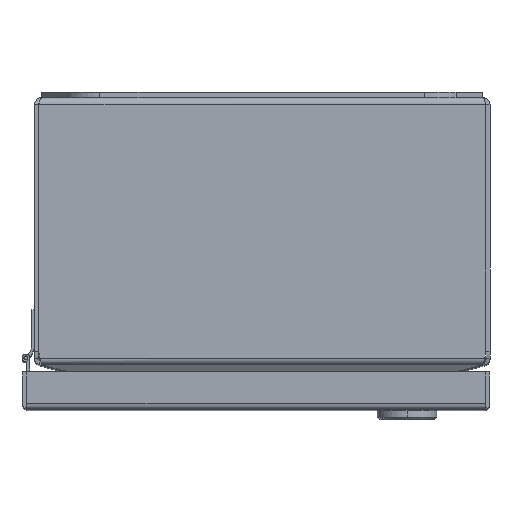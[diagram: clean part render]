
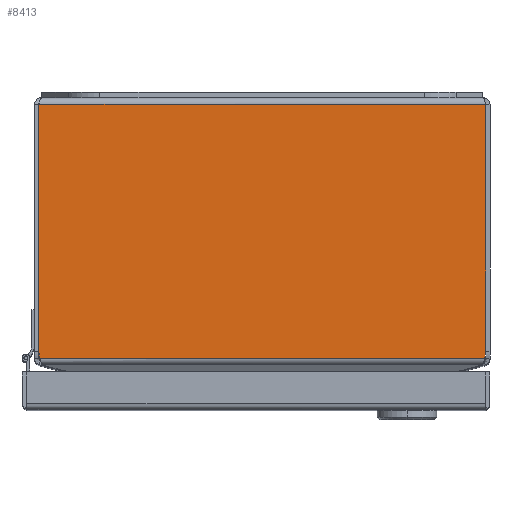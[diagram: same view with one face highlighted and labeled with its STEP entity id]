
A CAD part, top view. The second image highlights one B-rep face of the part: STEP entity #8413.
In plain terms, the highlighted planar face has unit normal (0, 0, 1).
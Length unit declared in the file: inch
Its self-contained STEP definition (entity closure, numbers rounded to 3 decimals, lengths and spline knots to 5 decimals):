
#29 = EDGE_CURVE ( 'NONE', #5261, #16387, #1660, .T. ) ;
#130 = FACE_OUTER_BOUND ( 'NONE', #15111, .T. ) ;
#219 = DIRECTION ( 'NONE',  ( 0., 1., 0. ) ) ;
#372 = VECTOR ( 'NONE', #8249, 39.37008 ) ;
#1173 = CARTESIAN_POINT ( 'NONE',  ( -2.92653, -3.43401, 4. ) ) ;
#1489 = CARTESIAN_POINT ( 'NONE',  ( 20.527, 0., 4. ) ) ;
#1660 = CIRCLE ( 'NONE', #13070, 0.281 ) ;
#2363 = CARTESIAN_POINT ( 'NONE',  ( -2.94289, -3.33953, 4. ) ) ;
#3440 = CARTESIAN_POINT ( 'NONE',  ( 2.94289, -0.086, 4. ) ) ;
#4807 = DIRECTION ( 'NONE',  ( 0., 1., 0. ) ) ;
#4844 = AXIS2_PLACEMENT_3D ( 'NONE', #1489, #16366, #10373 ) ;
#5251 = DIRECTION ( 'NONE',  ( 0., 0., -1. ) ) ;
#5261 = VERTEX_POINT ( 'NONE', #1173 ) ;
#5354 = LINE ( 'NONE', #18615, #372 ) ;
#5767 = CIRCLE ( 'NONE', #16262, 0.281 ) ;
#6466 = LINE ( 'NONE', #10922, #18295 ) ;
#6997 = DIRECTION ( 'NONE',  ( 1., 0., 0. ) ) ;
#7338 = CARTESIAN_POINT ( 'NONE',  ( 2.92653, -3.43401, 4. ) ) ;
#8235 = ORIENTED_EDGE ( 'NONE', *, *, #14672, .F. ) ;
#8249 = DIRECTION ( 'NONE',  ( 0., -1., 0. ) ) ;
#8413 = ADVANCED_FACE ( 'NONE', ( #130 ), #19090, .F. ) ;
#8420 = EDGE_CURVE ( 'NONE', #13452, #13360, #5767, .T. ) ;
#9485 = ORIENTED_EDGE ( 'NONE', *, *, #18326, .F. ) ;
#10182 = VERTEX_POINT ( 'NONE', #3440 ) ;
#10373 = DIRECTION ( 'NONE',  ( 0., 1., 0. ) ) ;
#10922 = CARTESIAN_POINT ( 'NONE',  ( 20.527, -3.43401, 4. ) ) ;
#10981 = ORIENTED_EDGE ( 'NONE', *, *, #16599, .F. ) ;
#11816 = CARTESIAN_POINT ( 'NONE',  ( -2.914, -0.086, 4. ) ) ;
#11952 = CARTESIAN_POINT ( 'NONE',  ( -2.94289, 0., 4. ) ) ;
#12023 = ORIENTED_EDGE ( 'NONE', *, *, #15159, .F. ) ;
#12135 = VECTOR ( 'NONE', #4807, 39.37008 ) ;
#12879 = LINE ( 'NONE', #11816, #13023 ) ;
#13023 = VECTOR ( 'NONE', #6997, 39.37008 ) ;
#13070 = AXIS2_PLACEMENT_3D ( 'NONE', #15409, #5251, #15214 ) ;
#13360 = VERTEX_POINT ( 'NONE', #7338 ) ;
#13407 = LINE ( 'NONE', #11952, #12135 ) ;
#13452 = VERTEX_POINT ( 'NONE', #15350 ) ;
#13456 = DIRECTION ( 'NONE',  ( 0., 0., -1. ) ) ;
#14672 = EDGE_CURVE ( 'NONE', #13360, #5261, #6466, .T. ) ;
#14705 = VERTEX_POINT ( 'NONE', #15842 ) ;
#15111 = EDGE_LOOP ( 'NONE', ( #18692, #12023, #10981, #9485, #15285, #8235 ) ) ;
#15159 = EDGE_CURVE ( 'NONE', #10182, #13452, #5354, .T. ) ;
#15214 = DIRECTION ( 'NONE',  ( 0., 1., 0. ) ) ;
#15285 = ORIENTED_EDGE ( 'NONE', *, *, #29, .F. ) ;
#15350 = CARTESIAN_POINT ( 'NONE',  ( 2.94289, -3.33953, 4. ) ) ;
#15409 = CARTESIAN_POINT ( 'NONE',  ( -2.66189, -3.33953, 4. ) ) ;
#15842 = CARTESIAN_POINT ( 'NONE',  ( -2.94289, -0.086, 4. ) ) ;
#16262 = AXIS2_PLACEMENT_3D ( 'NONE', #17824, #13456, #219 ) ;
#16366 = DIRECTION ( 'NONE',  ( 0., 0., -1. ) ) ;
#16387 = VERTEX_POINT ( 'NONE', #2363 ) ;
#16599 = EDGE_CURVE ( 'NONE', #14705, #10182, #12879, .T. ) ;
#17824 = CARTESIAN_POINT ( 'NONE',  ( 2.66189, -3.33953, 4. ) ) ;
#18280 = DIRECTION ( 'NONE',  ( -1., 0., 0. ) ) ;
#18295 = VECTOR ( 'NONE', #18280, 39.37008 ) ;
#18326 = EDGE_CURVE ( 'NONE', #16387, #14705, #13407, .T. ) ;
#18615 = CARTESIAN_POINT ( 'NONE',  ( 2.94289, 0., 4. ) ) ;
#18692 = ORIENTED_EDGE ( 'NONE', *, *, #8420, .F. ) ;
#19090 = PLANE ( 'NONE',  #4844 ) ;
